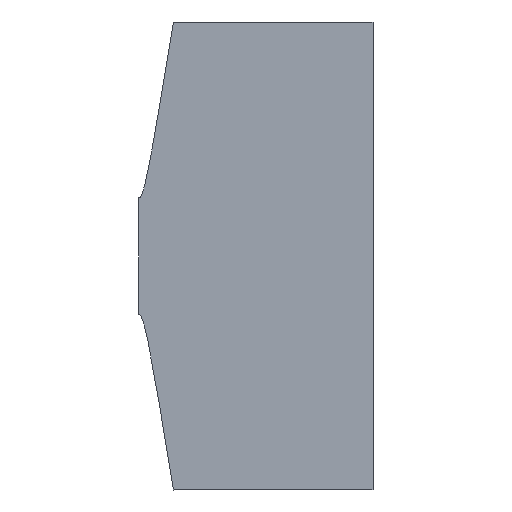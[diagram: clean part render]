
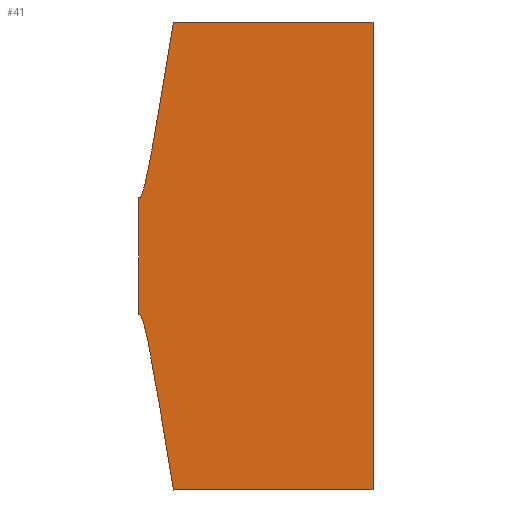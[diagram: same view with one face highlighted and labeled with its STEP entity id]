
A CAD part, top view. The second image highlights one B-rep face of the part: STEP entity #41.
In plain terms, the highlighted planar face has unit normal (0, 0, 1).
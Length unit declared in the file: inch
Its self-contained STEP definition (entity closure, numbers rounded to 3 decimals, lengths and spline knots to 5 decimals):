
#1 = CARTESIAN_POINT ( 'NONE',  ( 0.0004, 0.00084, 0. ) ) ;
#2 = CARTESIAN_POINT ( 'NONE',  ( 0.00147, -0.01286, 0. ) ) ;
#3 = VERTEX_POINT ( 'NONE', #49 ) ;
#4 = CARTESIAN_POINT ( 'NONE',  ( 0.00147, -0.01286, 0. ) ) ;
#6 = ORIENTED_EDGE ( 'NONE', *, *, #80, .T. ) ;
#7 = CARTESIAN_POINT ( 'NONE',  ( 0.00003, -0.00537, 0. ) ) ;
#8 = EDGE_CURVE ( 'NONE', #24, #70, #16, .T. ) ;
#9 = CARTESIAN_POINT ( 'NONE',  ( 0.00131, 0.00616, 0. ) ) ;
#11 = CARTESIAN_POINT ( 'NONE',  ( 0.0004, -0.00656, 0. ) ) ;
#15 = VECTOR ( 'NONE', #28, 39.37008 ) ;
#16 = LINE ( 'NONE', #62, #121 ) ;
#17 = EDGE_CURVE ( 'NONE', #113, #71, #115, .T. ) ;
#18 = CARTESIAN_POINT ( 'NONE',  ( 0.01, 0.00714, 0. ) ) ;
#19 = CARTESIAN_POINT ( 'NONE',  ( 0.00016, -0.00015, 0. ) ) ;
#21 = CARTESIAN_POINT ( 'NONE',  ( 0.00055, 0.00165, 0. ) ) ;
#22 = CARTESIAN_POINT ( 'NONE',  ( 0.00145, -0.01276, 0. ) ) ;
#24 = VERTEX_POINT ( 'NONE', #92 ) ;
#25 = CARTESIAN_POINT ( 'NONE',  ( 0., 0., 0. ) ) ;
#27 = CARTESIAN_POINT ( 'NONE',  ( 0.00001, -0.00036, 0. ) ) ;
#28 = DIRECTION ( 'NONE',  ( -1., 0., 0. ) ) ;
#30 = ORIENTED_EDGE ( 'NONE', *, *, #8, .T. ) ;
#31 = VERTEX_POINT ( 'NONE', #79 ) ;
#32 = EDGE_CURVE ( 'NONE', #70, #113, #34, .T. ) ;
#33 = CARTESIAN_POINT ( 'NONE',  ( 0.00001, -0.00536, 0. ) ) ;
#34 = B_SPLINE_CURVE_WITH_KNOTS ( 'NONE', 4,
 ( #61, #103, #33, #72, #7, #50, #35, #124, #74, #11, #86, #106, #54, #133, #119, #53, #127, #22, #51 ),
 .UNSPECIFIED., .F., .F.,
 ( 5, 1, 1, 1, 1, 1, 1, 1, 1, 1, 1, 1, 1, 1, 1, 5 ),
 ( 0.03447, 0.03531, 0.03626, 0.03746, 0.03931, 0.04283, 0.05197, 0.09048, 0.16519, 0.2399, 0.31461, 0.38932, 0.46404, 0.53875, 0.61346, 0.6463 ),
 .UNSPECIFIED. ) ;
#35 = CARTESIAN_POINT ( 'NONE',  ( 0.00008, -0.00542, 0. ) ) ;
#38 = CARTESIAN_POINT ( 'NONE',  ( 0.00103, 0.00443, 0. ) ) ;
#39 = CARTESIAN_POINT ( 'NONE',  ( 0.00005, -0.00034, 0. ) ) ;
#41 = ADVANCED_FACE ( 'NONE', ( #107 ), #96, .T. ) ;
#42 = DIRECTION ( 'NONE',  ( 1., 0., 0. ) ) ;
#46 = EDGE_LOOP ( 'NONE', ( #104, #30, #114, #102, #6, #81 ) ) ;
#48 = DIRECTION ( 'NONE',  ( 1., 0., 0. ) ) ;
#49 = CARTESIAN_POINT ( 'NONE',  ( 0.01, 0.00714, 0. ) ) ;
#50 = CARTESIAN_POINT ( 'NONE',  ( 0.00005, -0.00538, 0. ) ) ;
#51 = CARTESIAN_POINT ( 'NONE',  ( 0.00147, -0.01286, 0. ) ) ;
#52 = CARTESIAN_POINT ( 'NONE',  ( 0., -0.00036, 0. ) ) ;
#53 = CARTESIAN_POINT ( 'NONE',  ( 0.00131, -0.01188, 0. ) ) ;
#54 = CARTESIAN_POINT ( 'NONE',  ( 0.00087, -0.00921, 0. ) ) ;
#55 = CARTESIAN_POINT ( 'NONE',  ( 0., -0.00036, 0. ) ) ;
#59 = DIRECTION ( 'NONE',  ( 0., -1., 0. ) ) ;
#61 = CARTESIAN_POINT ( 'NONE',  ( 0., -0.00536, 0. ) ) ;
#62 = CARTESIAN_POINT ( 'NONE',  ( 0., -0.00536, 0. ) ) ;
#63 = CARTESIAN_POINT ( 'NONE',  ( 0.00087, 0.00349, 0. ) ) ;
#66 = CARTESIAN_POINT ( 'NONE',  ( 0., -0.00536, 0. ) ) ;
#70 = VERTEX_POINT ( 'NONE', #66 ) ;
#71 = VERTEX_POINT ( 'NONE', #105 ) ;
#72 = CARTESIAN_POINT ( 'NONE',  ( 0.00002, -0.00536, 0. ) ) ;
#73 = DIRECTION ( 'NONE',  ( 0., 1., 0. ) ) ;
#74 = CARTESIAN_POINT ( 'NONE',  ( 0.00027, -0.00595, 0. ) ) ;
#75 = CARTESIAN_POINT ( 'NONE',  ( 0.00145, 0.00704, 0. ) ) ;
#79 = CARTESIAN_POINT ( 'NONE',  ( 0.00147, 0.00714, 0. ) ) ;
#80 = EDGE_CURVE ( 'NONE', #71, #3, #116, .T. ) ;
#81 = ORIENTED_EDGE ( 'NONE', *, *, #129, .T. ) ;
#82 = B_SPLINE_CURVE_WITH_KNOTS ( 'NONE', 4,
 ( #93, #75, #95, #9, #83, #38, #63, #117, #21, #1, #84, #19, #85, #39, #88, #132, #27, #55, #52 ),
 .UNSPECIFIED., .F., .F.,
 ( 5, 1, 1, 1, 1, 1, 1, 1, 1, 1, 1, 1, 1, 1, 1, 5 ),
 ( 0.03447, 0.06732, 0.14203, 0.21674, 0.29145, 0.36617, 0.44088, 0.51559, 0.5903, 0.6288, 0.63795, 0.64147, 0.64332, 0.64452, 0.64547, 0.6463 ),
 .UNSPECIFIED. ) ;
#83 = CARTESIAN_POINT ( 'NONE',  ( 0.00118, 0.00534, 0. ) ) ;
#84 = CARTESIAN_POINT ( 'NONE',  ( 0.00027, 0.00023, 0. ) ) ;
#85 = CARTESIAN_POINT ( 'NONE',  ( 0.00008, -0.0003, 0. ) ) ;
#86 = CARTESIAN_POINT ( 'NONE',  ( 0.00055, -0.00736, 0. ) ) ;
#88 = CARTESIAN_POINT ( 'NONE',  ( 0.00003, -0.00035, 0. ) ) ;
#92 = CARTESIAN_POINT ( 'NONE',  ( 0., -0.00036, 0. ) ) ;
#93 = CARTESIAN_POINT ( 'NONE',  ( 0.00147, 0.00714, 0. ) ) ;
#94 = CARTESIAN_POINT ( 'NONE',  ( 0.00147, 0.00714, 0. ) ) ;
#95 = CARTESIAN_POINT ( 'NONE',  ( 0.0014, 0.0067, 0. ) ) ;
#96 = PLANE ( 'NONE',  #111 ) ;
#97 = EDGE_CURVE ( 'NONE', #31, #24, #82, .T. ) ;
#102 = ORIENTED_EDGE ( 'NONE', *, *, #17, .T. ) ;
#103 = CARTESIAN_POINT ( 'NONE',  ( 0., -0.00536, 0. ) ) ;
#104 = ORIENTED_EDGE ( 'NONE', *, *, #97, .T. ) ;
#105 = CARTESIAN_POINT ( 'NONE',  ( 0.01, -0.01286, 0. ) ) ;
#106 = CARTESIAN_POINT ( 'NONE',  ( 0.00071, -0.00829, 0. ) ) ;
#107 = FACE_OUTER_BOUND ( 'NONE', #46, .T. ) ;
#111 = AXIS2_PLACEMENT_3D ( 'NONE', #25, #120, #42 ) ;
#113 = VERTEX_POINT ( 'NONE', #2 ) ;
#114 = ORIENTED_EDGE ( 'NONE', *, *, #32, .T. ) ;
#115 = LINE ( 'NONE', #4, #118 ) ;
#116 = LINE ( 'NONE', #18, #131 ) ;
#117 = CARTESIAN_POINT ( 'NONE',  ( 0.00071, 0.00258, 0. ) ) ;
#118 = VECTOR ( 'NONE', #48, 39.37008 ) ;
#119 = CARTESIAN_POINT ( 'NONE',  ( 0.00118, -0.01105, 0. ) ) ;
#120 = DIRECTION ( 'NONE',  ( 0., 0., 1. ) ) ;
#121 = VECTOR ( 'NONE', #59, 39.37008 ) ;
#124 = CARTESIAN_POINT ( 'NONE',  ( 0.00016, -0.00557, 0. ) ) ;
#127 = CARTESIAN_POINT ( 'NONE',  ( 0.0014, -0.01242, 0. ) ) ;
#128 = LINE ( 'NONE', #94, #15 ) ;
#129 = EDGE_CURVE ( 'NONE', #3, #31, #128, .T. ) ;
#131 = VECTOR ( 'NONE', #73, 39.37008 ) ;
#132 = CARTESIAN_POINT ( 'NONE',  ( 0.00002, -0.00036, 0. ) ) ;
#133 = CARTESIAN_POINT ( 'NONE',  ( 0.00103, -0.01015, 0. ) ) ;
